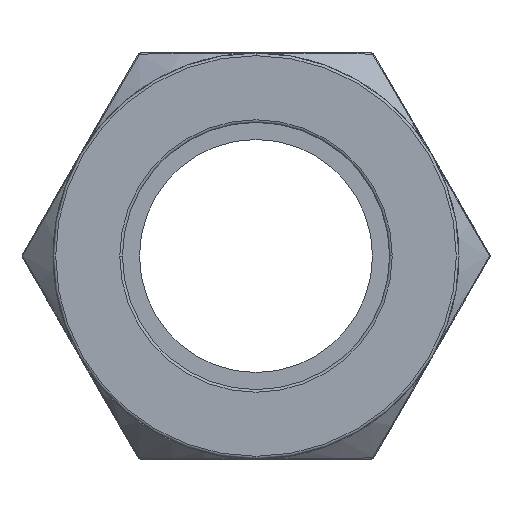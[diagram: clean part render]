
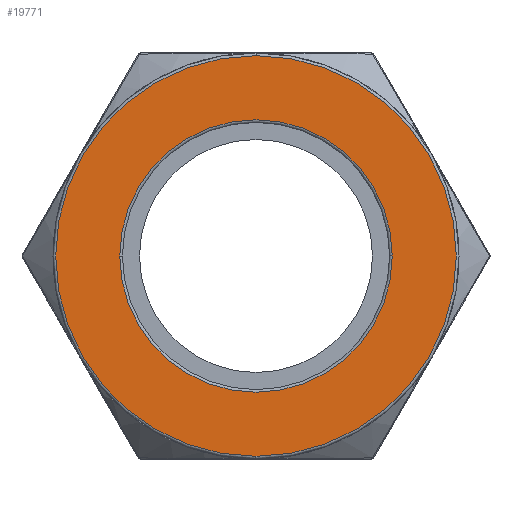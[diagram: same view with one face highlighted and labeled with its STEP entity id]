
A CAD part, left-side view. The second image highlights one B-rep face of the part: STEP entity #19771.
In plain terms, the highlighted face is planar.
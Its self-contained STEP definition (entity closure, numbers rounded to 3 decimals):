
#16952=CARTESIAN_POINT('',(0.,0.,0.));
#16953=DIRECTION('',(-1.,0.,0.));
#16954=DIRECTION('',(0.,1.,0.));
#16955=AXIS2_PLACEMENT_3D('',#16952,#16953,#16954);
#16957=CARTESIAN_POINT('',(0.,0.,0.));
#16958=DIRECTION('',(-1.,0.,0.));
#16959=DIRECTION('',(0.,-1.,0.));
#16960=AXIS2_PLACEMENT_3D('',#16957,#16958,#16959);
#16962=CARTESIAN_POINT('',(0.,0.,0.));
#16963=DIRECTION('',(1.,0.,0.));
#16964=DIRECTION('',(0.,0.,1.));
#16965=AXIS2_PLACEMENT_3D('',#16962,#16963,#16964);
#16967=CARTESIAN_POINT('',(0.,0.,0.));
#16968=DIRECTION('',(1.,0.,0.));
#16969=DIRECTION('',(0.,0.,-1.));
#16970=AXIS2_PLACEMENT_3D('',#16967,#16968,#16969);
#19582=CARTESIAN_POINT('',(0.,12.75,0.));
#19583=CARTESIAN_POINT('',(0.,-12.75,0.));
#19584=VERTEX_POINT('',#19582);
#19585=VERTEX_POINT('',#19583);
#19615=CARTESIAN_POINT('',(0.,0.,18.75));
#19616=CARTESIAN_POINT('',(0.,0.,-18.75));
#19617=VERTEX_POINT('',#19615);
#19618=VERTEX_POINT('',#19616);
#19754=CARTESIAN_POINT('',(0.,0.,0.));
#19755=DIRECTION('',(1.,0.,0.));
#19756=DIRECTION('',(0.,-1.,0.));
#19757=AXIS2_PLACEMENT_3D('',#19754,#19755,#19756);
#19758=PLANE('',#19757);
#19760=ORIENTED_EDGE('',*,*,#19759,.F.);
#19762=ORIENTED_EDGE('',*,*,#19761,.F.);
#19763=EDGE_LOOP('',(#19760,#19762));
#19764=FACE_OUTER_BOUND('',#19763,.F.);
#19766=ORIENTED_EDGE('',*,*,#19765,.F.);
#19768=ORIENTED_EDGE('',*,*,#19767,.F.);
#19769=EDGE_LOOP('',(#19766,#19768));
#19770=FACE_BOUND('',#19769,.F.);
#16956=CIRCLE('',#16955,12.75);
#16961=CIRCLE('',#16960,12.75);
#16966=CIRCLE('',#16965,18.75);
#16971=CIRCLE('',#16970,18.75);
#19759=EDGE_CURVE('',#19617,#19618,#16966,.T.);
#19761=EDGE_CURVE('',#19618,#19617,#16971,.T.);
#19765=EDGE_CURVE('',#19584,#19585,#16956,.T.);
#19767=EDGE_CURVE('',#19585,#19584,#16961,.T.);
#19771=ADVANCED_FACE('',(#19764,#19770),#19758,.T.);
